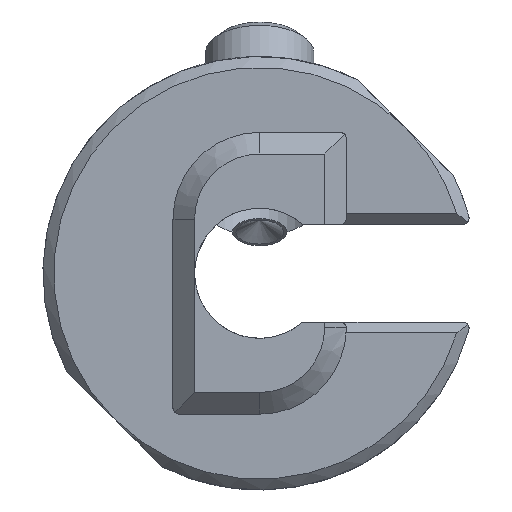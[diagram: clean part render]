
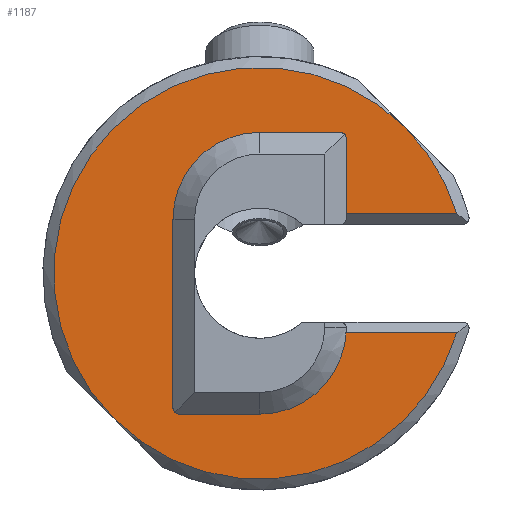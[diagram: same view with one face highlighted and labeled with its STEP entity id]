
A CAD part, front view. The second image highlights one B-rep face of the part: STEP entity #1187.
In plain terms, the highlighted planar face has unit normal (0, -1, 0).
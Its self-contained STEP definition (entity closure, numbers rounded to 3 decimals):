
#27=PLANE('',#1293);
#93=LINE('',#1913,#196);
#99=LINE('',#1931,#202);
#100=LINE('',#1934,#203);
#101=LINE('',#1938,#204);
#102=LINE('',#1940,#205);
#103=LINE('',#1945,#206);
#196=VECTOR('',#1466,1000.);
#202=VECTOR('',#1482,1000.);
#203=VECTOR('',#1485,1000.);
#204=VECTOR('',#1488,1000.);
#205=VECTOR('',#1489,1000.);
#206=VECTOR('',#1494,1000.);
#321=FACE_OUTER_BOUND('',#389,.T.);
#389=EDGE_LOOP('',(#870,#871,#872,#873,#874,#875,#876,#877,#878,#879,#880,
#881,#882,#883));
#457=CIRCLE('',#1264,9.5);
#468=CIRCLE('',#1291,4.);
#470=CIRCLE('',#1294,4.);
#471=CIRCLE('',#1295,0.3);
#472=CIRCLE('',#1296,0.3);
#473=CIRCLE('',#1297,9.5);
#474=CIRCLE('',#1298,9.5);
#475=CIRCLE('',#1299,0.3);
#503=VERTEX_POINT('',#1751);
#504=VERTEX_POINT('',#1752);
#538=VERTEX_POINT('',#1909);
#540=VERTEX_POINT('',#1912);
#543=VERTEX_POINT('',#1921);
#545=VERTEX_POINT('',#1927);
#546=VERTEX_POINT('',#1928);
#547=VERTEX_POINT('',#1930);
#548=VERTEX_POINT('',#1933);
#549=VERTEX_POINT('',#1935);
#550=VERTEX_POINT('',#1937);
#551=VERTEX_POINT('',#1939);
#552=VERTEX_POINT('',#1942);
#553=VERTEX_POINT('',#1944);
#621=EDGE_CURVE('',#503,#504,#457,.T.);
#665=EDGE_CURVE('',#538,#540,#93,.T.);
#670=EDGE_CURVE('',#543,#538,#468,.T.);
#673=EDGE_CURVE('',#545,#546,#470,.T.);
#674=EDGE_CURVE('',#547,#545,#99,.T.);
#675=EDGE_CURVE('',#540,#547,#471,.T.);
#676=EDGE_CURVE('',#548,#543,#100,.T.);
#677=EDGE_CURVE('',#549,#548,#472,.T.);
#678=EDGE_CURVE('',#549,#550,#101,.T.);
#679=EDGE_CURVE('',#551,#550,#102,.T.);
#680=EDGE_CURVE('',#504,#551,#473,.T.);
#681=EDGE_CURVE('',#552,#503,#474,.T.);
#682=EDGE_CURVE('',#553,#552,#103,.T.);
#683=EDGE_CURVE('',#546,#553,#475,.T.);
#870=ORIENTED_EDGE('',*,*,#673,.F.);
#871=ORIENTED_EDGE('',*,*,#674,.F.);
#872=ORIENTED_EDGE('',*,*,#675,.F.);
#873=ORIENTED_EDGE('',*,*,#665,.F.);
#874=ORIENTED_EDGE('',*,*,#670,.F.);
#875=ORIENTED_EDGE('',*,*,#676,.F.);
#876=ORIENTED_EDGE('',*,*,#677,.F.);
#877=ORIENTED_EDGE('',*,*,#678,.T.);
#878=ORIENTED_EDGE('',*,*,#679,.F.);
#879=ORIENTED_EDGE('',*,*,#680,.F.);
#880=ORIENTED_EDGE('',*,*,#621,.F.);
#881=ORIENTED_EDGE('',*,*,#681,.F.);
#882=ORIENTED_EDGE('',*,*,#682,.F.);
#883=ORIENTED_EDGE('',*,*,#683,.F.);
#1187=ADVANCED_FACE('',(#321),#27,.F.);
#1264=AXIS2_PLACEMENT_3D('',#1753,#1394,#1395);
#1291=AXIS2_PLACEMENT_3D('',#1922,#1473,#1474);
#1293=AXIS2_PLACEMENT_3D('',#1926,#1478,#1479);
#1294=AXIS2_PLACEMENT_3D('',#1929,#1480,#1481);
#1295=AXIS2_PLACEMENT_3D('',#1932,#1483,#1484);
#1296=AXIS2_PLACEMENT_3D('',#1936,#1486,#1487);
#1297=AXIS2_PLACEMENT_3D('',#1941,#1490,#1491);
#1298=AXIS2_PLACEMENT_3D('',#1943,#1492,#1493);
#1299=AXIS2_PLACEMENT_3D('',#1946,#1495,#1496);
#1394=DIRECTION('center_axis',(0.,1.,0.));
#1395=DIRECTION('ref_axis',(0.,0.,1.));
#1466=DIRECTION('',(0.,0.,-1.));
#1473=DIRECTION('center_axis',(0.,-1.,0.));
#1474=DIRECTION('ref_axis',(0.,0.,-1.));
#1478=DIRECTION('center_axis',(0.,1.,0.));
#1479=DIRECTION('ref_axis',(0.,0.,1.));
#1480=DIRECTION('center_axis',(0.,-1.,0.));
#1481=DIRECTION('ref_axis',(0.,0.,-1.));
#1482=DIRECTION('',(1.,0.,0.));
#1483=DIRECTION('center_axis',(0.,-1.,0.));
#1484=DIRECTION('ref_axis',(0.,0.,1.));
#1485=DIRECTION('',(-1.,0.,0.));
#1486=DIRECTION('center_axis',(0.,-1.,0.));
#1487=DIRECTION('ref_axis',(0.,0.,1.));
#1488=DIRECTION('',(0.,0.,-1.));
#1489=DIRECTION('',(-1.,0.,0.));
#1490=DIRECTION('center_axis',(0.,1.,0.));
#1491=DIRECTION('ref_axis',(-1.,0.,0.));
#1492=DIRECTION('center_axis',(0.,1.,0.));
#1493=DIRECTION('ref_axis',(-1.,0.,0.));
#1494=DIRECTION('',(1.,0.,0.));
#1495=DIRECTION('center_axis',(0.,-1.,0.));
#1496=DIRECTION('ref_axis',(0.,0.,-1.));
#1751=CARTESIAN_POINT('',(-7.665,-4.351,-5.245));
#1752=CARTESIAN_POINT('',(5.77,-4.351,8.19));
#1753=CARTESIAN_POINT('Origin',(-0.948,-4.351,1.472));
#1909=CARTESIAN_POINT('',(-4.948,-4.351,1.472));
#1912=CARTESIAN_POINT('',(-4.948,-4.351,-2.228));
#1913=CARTESIAN_POINT('',(-4.948,-4.351,19.472));
#1921=CARTESIAN_POINT('',(-0.948,-4.351,5.472));
#1922=CARTESIAN_POINT('Origin',(-0.948,-4.351,1.472));
#1926=CARTESIAN_POINT('Origin',(-180.948,-4.351,19.472));
#1927=CARTESIAN_POINT('',(-0.948,-4.351,-2.528));
#1928=CARTESIAN_POINT('',(1.95,-4.351,-1.284));
#1929=CARTESIAN_POINT('Origin',(-0.948,-4.351,1.472));
#1930=CARTESIAN_POINT('',(-4.648,-4.351,-2.528));
#1931=CARTESIAN_POINT('',(-180.948,-4.351,-2.528));
#1932=CARTESIAN_POINT('Origin',(-4.648,-4.351,-2.228));
#1933=CARTESIAN_POINT('',(2.752,-4.351,5.472));
#1934=CARTESIAN_POINT('',(-180.948,-4.351,5.472));
#1935=CARTESIAN_POINT('',(3.052,-4.351,5.172));
#1936=CARTESIAN_POINT('Origin',(2.752,-4.351,5.172));
#1937=CARTESIAN_POINT('',(3.052,-4.351,4.222));
#1938=CARTESIAN_POINT('',(3.052,-4.351,-7.698));
#1939=CARTESIAN_POINT('',(8.145,-4.351,4.222));
#1940=CARTESIAN_POINT('',(-180.948,-4.351,4.222));
#1941=CARTESIAN_POINT('Origin',(-0.948,-4.351,1.472));
#1942=CARTESIAN_POINT('',(8.145,-4.351,-1.278));
#1943=CARTESIAN_POINT('Origin',(-0.948,-4.351,1.472));
#1944=CARTESIAN_POINT('',(1.957,-4.351,-1.278));
#1945=CARTESIAN_POINT('',(-180.948,-4.351,-1.278));
#1946=CARTESIAN_POINT('Origin',(1.733,-4.351,-1.078));
